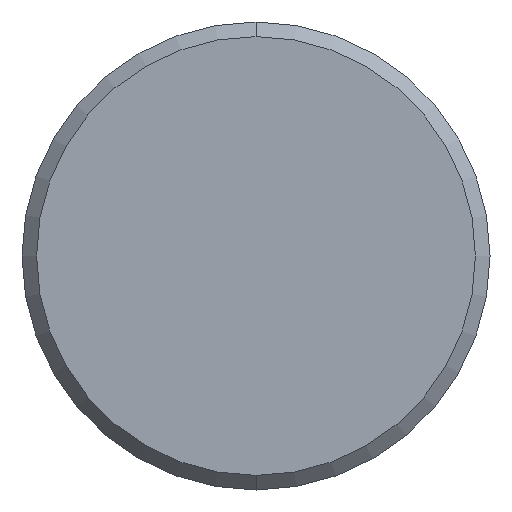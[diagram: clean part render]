
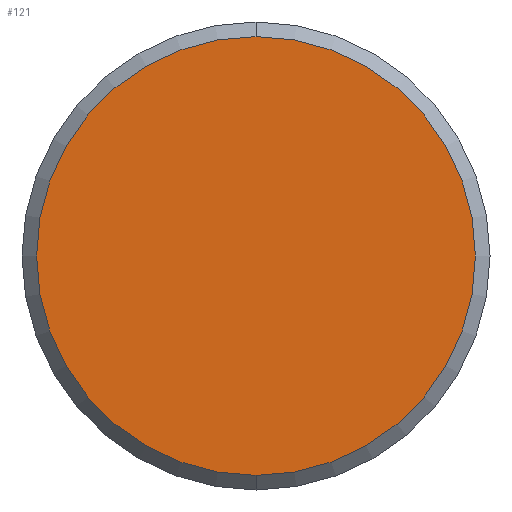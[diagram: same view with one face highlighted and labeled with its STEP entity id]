
A CAD part, front view. The second image highlights one B-rep face of the part: STEP entity #121.
In plain terms, the highlighted planar face has unit normal (0, -1, 0).
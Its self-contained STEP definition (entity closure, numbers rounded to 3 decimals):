
#13 = CARTESIAN_POINT ( 'NONE',  ( 0., -6., 0. ) ) ;
#26 = EDGE_LOOP ( 'NONE', ( #157, #196 ) ) ;
#30 = CARTESIAN_POINT ( 'NONE',  ( 0., -6., 1.875 ) ) ;
#32 = CIRCLE ( 'NONE', #231, 1.875 ) ;
#33 = DIRECTION ( 'NONE',  ( 0., -1., 0. ) ) ;
#35 = PLANE ( 'NONE',  #110 ) ;
#45 = CARTESIAN_POINT ( 'NONE',  ( 0., -6., -1.875 ) ) ;
#51 = VERTEX_POINT ( 'NONE', #45 ) ;
#54 = DIRECTION ( 'NONE',  ( 0., -1., 0. ) ) ;
#76 = DIRECTION ( 'NONE',  ( 0., 0., 1. ) ) ;
#79 = DIRECTION ( 'NONE',  ( 0., 1., 0. ) ) ;
#96 = CIRCLE ( 'NONE', #266, 1.875 ) ;
#110 = AXIS2_PLACEMENT_3D ( 'NONE', #228, #79, #76 ) ;
#121 = ADVANCED_FACE ( 'NONE', ( #245 ), #35, .F. ) ;
#123 = DIRECTION ( 'NONE',  ( 0., 0., 1. ) ) ;
#145 = EDGE_CURVE ( 'NONE', #222, #51, #96, .T. ) ;
#157 = ORIENTED_EDGE ( 'NONE', *, *, #145, .T. ) ;
#162 = CARTESIAN_POINT ( 'NONE',  ( 0., -6., 0. ) ) ;
#196 = ORIENTED_EDGE ( 'NONE', *, *, #216, .T. ) ;
#216 = EDGE_CURVE ( 'NONE', #51, #222, #32, .T. ) ;
#222 = VERTEX_POINT ( 'NONE', #30 ) ;
#228 = CARTESIAN_POINT ( 'NONE',  ( 0., -6., 0. ) ) ;
#231 = AXIS2_PLACEMENT_3D ( 'NONE', #13, #33, #244 ) ;
#244 = DIRECTION ( 'NONE',  ( 0., 0., 1. ) ) ;
#245 = FACE_OUTER_BOUND ( 'NONE', #26, .T. ) ;
#266 = AXIS2_PLACEMENT_3D ( 'NONE', #162, #54, #123 ) ;
